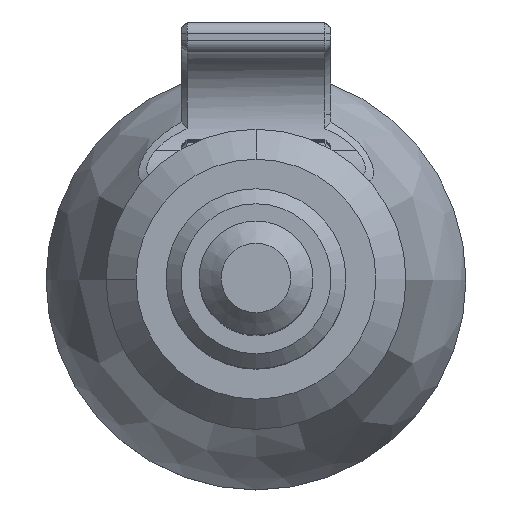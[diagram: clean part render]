
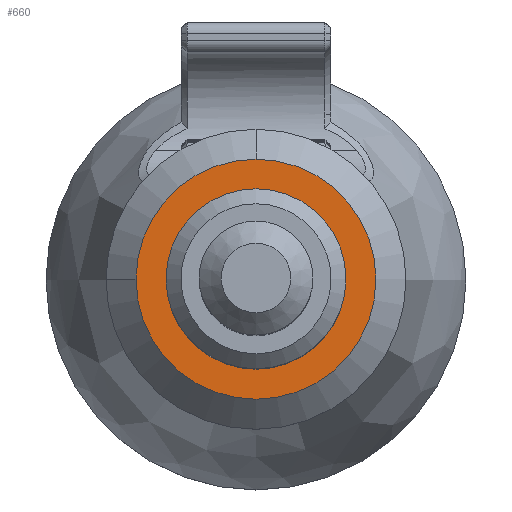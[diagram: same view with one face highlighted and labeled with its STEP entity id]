
A CAD part, top view. The second image highlights one B-rep face of the part: STEP entity #660.
In plain terms, the highlighted planar face has unit normal (0, 0, 1).
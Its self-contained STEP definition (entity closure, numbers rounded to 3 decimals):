
#610=CARTESIAN_POINT('',(0.,-0.,-8.));
#611=DIRECTION('',(0.,0.,1.));
#612=DIRECTION('',(1.,0.,0.));
#613=AXIS2_PLACEMENT_3D('',#610,#611,#612);
#614=PLANE('',#613);
#615=CARTESIAN_POINT('',(0.,3.,-8.));
#616=VERTEX_POINT('',#615);
#617=CARTESIAN_POINT('',(0.,4.,-8.));
#618=VERTEX_POINT('',#617);
#619=CARTESIAN_POINT('',(0.,3.,-8.));
#620=DIRECTION('',(0.,1.,0.));
#621=VECTOR('',#620,1.);
#622=LINE('',#619,#621);
#623=EDGE_CURVE('',#616,#618,#622,.T.);
#624=ORIENTED_EDGE('',*,*,#623,.T.);
#625=CARTESIAN_POINT('',(-4.,0.,-8.));
#626=VERTEX_POINT('',#625);
#627=CARTESIAN_POINT('',(0.,0.,-8.));
#628=DIRECTION('',(0.,0.,1.));
#629=DIRECTION('',(1.,0.,-0.));
#630=AXIS2_PLACEMENT_3D('',#627,#628,#629);
#631=CIRCLE('',#630,4.);
#632=EDGE_CURVE('',#618,#626,#631,.T.);
#633=ORIENTED_EDGE('',*,*,#632,.T.);
#634=CARTESIAN_POINT('',(0.,0.,-8.));
#635=DIRECTION('',(0.,0.,1.));
#636=DIRECTION('',(1.,0.,-0.));
#637=AXIS2_PLACEMENT_3D('',#634,#635,#636);
#638=CIRCLE('',#637,4.);
#639=EDGE_CURVE('',#626,#618,#638,.T.);
#640=ORIENTED_EDGE('',*,*,#639,.T.);
#641=ORIENTED_EDGE('',*,*,#623,.F.);
#642=CARTESIAN_POINT('',(0.,-3.,-8.));
#643=VERTEX_POINT('',#642);
#644=CARTESIAN_POINT('',(0.,-0.,-8.));
#645=DIRECTION('',(0.,0.,-1.));
#646=DIRECTION('',(-1.,0.,0.));
#647=AXIS2_PLACEMENT_3D('',#644,#645,#646);
#648=CIRCLE('',#647,3.);
#649=EDGE_CURVE('',#616,#643,#648,.T.);
#650=ORIENTED_EDGE('',*,*,#649,.T.);
#651=CARTESIAN_POINT('',(0.,-0.,-8.));
#652=DIRECTION('',(0.,0.,-1.));
#653=DIRECTION('',(-1.,0.,0.));
#654=AXIS2_PLACEMENT_3D('',#651,#652,#653);
#655=CIRCLE('',#654,3.);
#656=EDGE_CURVE('',#643,#616,#655,.T.);
#657=ORIENTED_EDGE('',*,*,#656,.T.);
#658=EDGE_LOOP('',(#624,#633,#640,#641,#650,#657));
#659=FACE_BOUND('',#658,.T.);
#660=ADVANCED_FACE('',(#659),#614,.T.);
